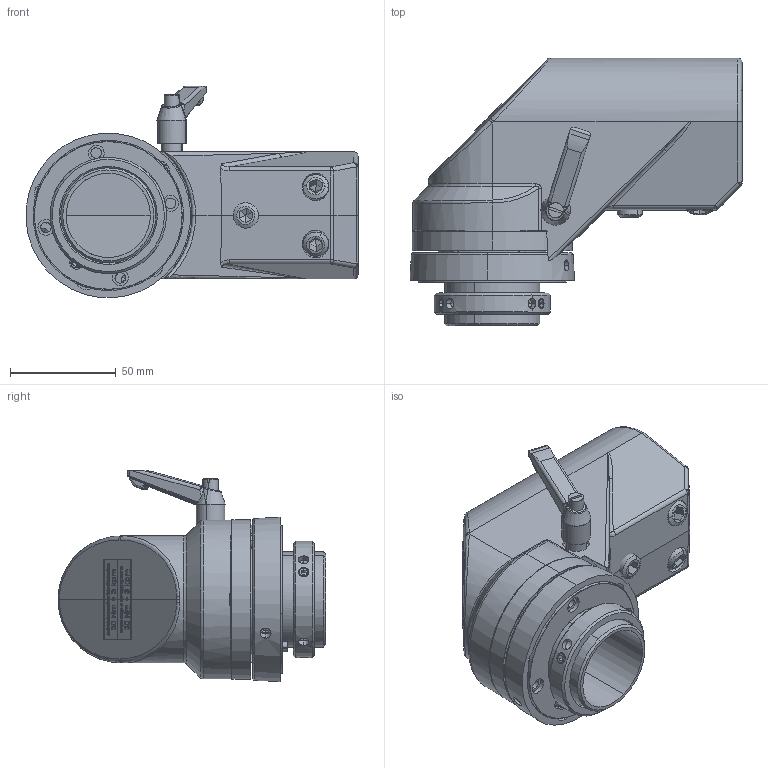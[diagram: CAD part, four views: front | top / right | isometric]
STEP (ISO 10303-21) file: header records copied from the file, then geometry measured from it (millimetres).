
FILE_DESCRIPTION (( 'STEP AP214' ), '1' );
FILE_NAME ('49497500.STEP', '2009-02-26T10:57:43', ( ' ' ), ( '' ), 'SwSTEP 2.0', 'SolidWorks 2008', '' );
FILE_SCHEMA (( 'AUTOMOTIVE_DESIGN' ));
Length unit declared in the file: millimetre
Products named in the file (23): 94542_Standard; 93103_Standard; 82174_Standard; 93220_Standard; 84097_Standard; 12035_Standard; 93017_Standard; 83057_Standard; 84108_Standard; 82191_Standard; 93176_Standard; 83045_Standard; 83068_Standard; 93175_Standard; 12031_Standard; 49497500; 82011_Standard; 92146_Standard; 84110_Standard; 12823_Standard; 94526_Standard
Assembly tree (32 placements, depth 3):
  49497500
    93103_Standard  x3
    83068_Standard  x2
    93220_Standard  x3
    93176_Standard  x2
    12031_Standard
      12031_Standard
    82011_Standard
    84097_Standard
    12823_Standard
    94526_Standard
    92146_Standard
    84108_Standard
    82191_Standard
    94542_Standard  x2
    83057_Standard  x2
    83045_Standard
    93175_Standard  x3
    12035_Standard
      12035_Standard
    82174_Standard
    84110_Standard
    93017_Standard
Bounding box: 156.85 x 126.5 x 99.85 mm (x, y, z)
Volume: 334866.1 mm3; surface area: 139566.3 mm2
Topology: 119 solids, 119 shells, 2273 faces, 5628 edges, 3568 vertices
Faces by surface type: plane 954, bspline 740, cylinder 322, torus 132, cone 110, sphere 15
Entity records: 111932 total; most frequent: CARTESIAN_POINT 50937, ORIENTED_EDGE 10400, DIRECTION 7014, EDGE_CURVE 5200, VERTEX_POINT 3350, VECTOR 2724, LINE 2724, EDGE_LOOP 2242
